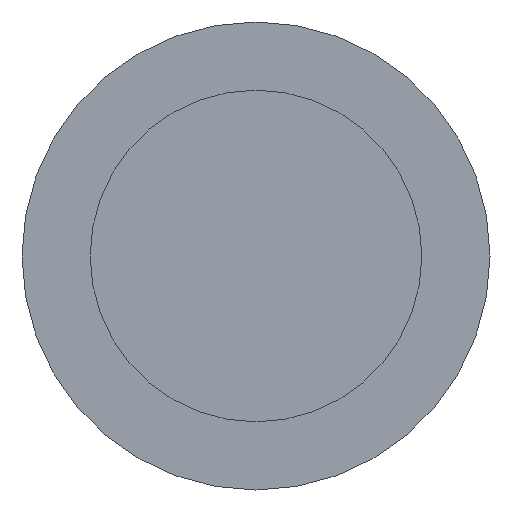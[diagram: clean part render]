
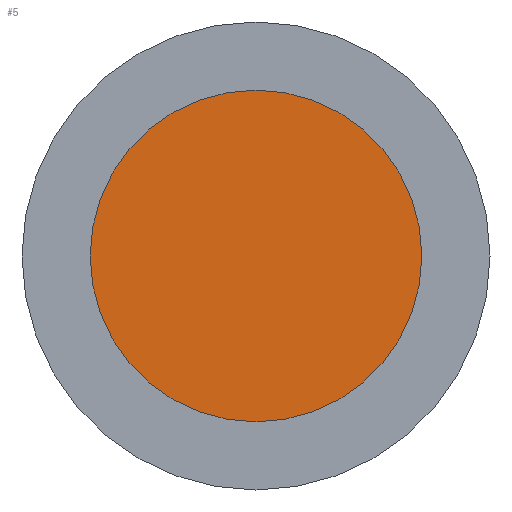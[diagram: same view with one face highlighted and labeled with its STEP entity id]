
A CAD part, left-side view. The second image highlights one B-rep face of the part: STEP entity #5.
In plain terms, the highlighted planar face has unit normal (-1, 0, 0).
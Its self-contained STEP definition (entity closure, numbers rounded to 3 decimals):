
#5 = ADVANCED_FACE ( 'NONE', ( #51 ), #332, .F. ) ;
#25 = DIRECTION ( 'NONE',  ( 1., 0., 0. ) ) ;
#27 = CARTESIAN_POINT ( 'NONE',  ( -0.03, 0., -9. ) ) ;
#51 = FACE_OUTER_BOUND ( 'NONE', #238, .T. ) ;
#63 = ORIENTED_EDGE ( 'NONE', *, *, #194, .F. ) ;
#67 = DIRECTION ( 'NONE',  ( 0., 0., -1. ) ) ;
#105 = DIRECTION ( 'NONE',  ( 0., 0., -1. ) ) ;
#112 = EDGE_CURVE ( 'NONE', #184, #274, #330, .T. ) ;
#127 = CARTESIAN_POINT ( 'NONE',  ( -0.03, 0., 0. ) ) ;
#135 = AXIS2_PLACEMENT_3D ( 'NONE', #173, #25, #203 ) ;
#173 = CARTESIAN_POINT ( 'NONE',  ( -0.03, 9., 0. ) ) ;
#184 = VERTEX_POINT ( 'NONE', #215 ) ;
#194 = EDGE_CURVE ( 'NONE', #274, #184, #199, .T. ) ;
#195 = DIRECTION ( 'NONE',  ( 1., 0., 0. ) ) ;
#199 = CIRCLE ( 'NONE', #307, 9. ) ;
#203 = DIRECTION ( 'NONE',  ( 0., 0., -1. ) ) ;
#215 = CARTESIAN_POINT ( 'NONE',  ( -0.03, 0., 9. ) ) ;
#218 = AXIS2_PLACEMENT_3D ( 'NONE', #248, #240, #67 ) ;
#222 = ORIENTED_EDGE ( 'NONE', *, *, #112, .F. ) ;
#238 = EDGE_LOOP ( 'NONE', ( #222, #63 ) ) ;
#240 = DIRECTION ( 'NONE',  ( 1., 0., 0. ) ) ;
#248 = CARTESIAN_POINT ( 'NONE',  ( -0.03, 0., 0. ) ) ;
#274 = VERTEX_POINT ( 'NONE', #27 ) ;
#307 = AXIS2_PLACEMENT_3D ( 'NONE', #127, #195, #105 ) ;
#330 = CIRCLE ( 'NONE', #218, 9. ) ;
#332 = PLANE ( 'NONE',  #135 ) ;
